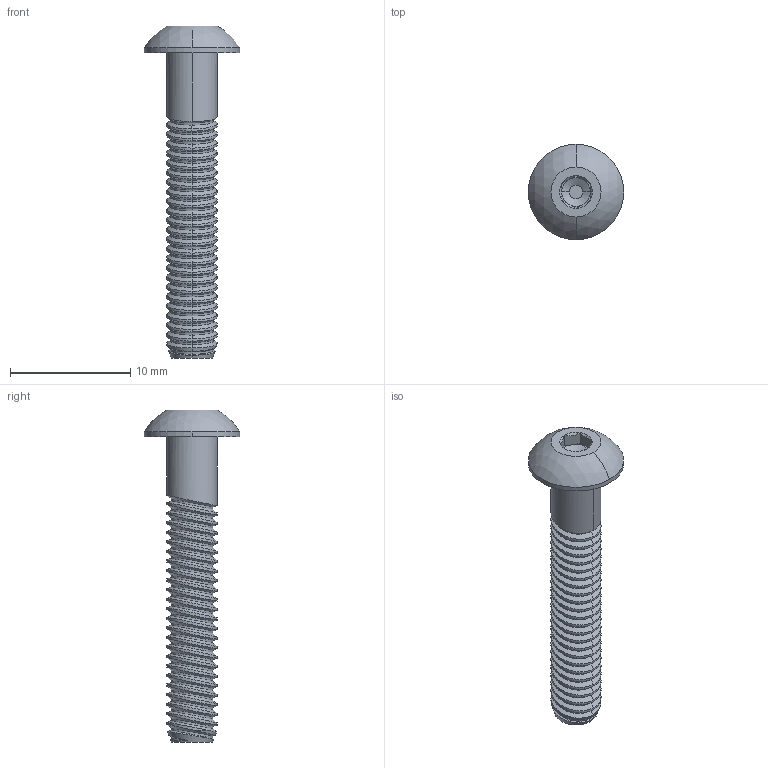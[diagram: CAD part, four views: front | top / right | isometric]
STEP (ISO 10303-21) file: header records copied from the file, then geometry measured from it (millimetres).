
FILE_DESCRIPTION (( 'STEP AP203' ), '1' );
FILE_NAME ('92949A199.step', '2008-10-31T21:07:37', ( '' ), ( '' ), 'SwSTEP 2.0', 'SolidWorks 2006233', '' );
FILE_SCHEMA (( 'CONFIG_CONTROL_DESIGN' ));
Length unit declared in the file: inch
Products named in the file (1): 92949A199
Bounding box: 7.92 x 7.92 x 27.61 mm (x, y, z)
Volume: 378.5 mm3; surface area: 554.1 mm2
Topology: 1 solids, 1 shells, 237 faces, 478 edges, 245 vertices
Faces by surface type: cone 116, cylinder 103, plane 16, sphere 2
Entity records: 8602 total; most frequent: CARTESIAN_POINT 3840, DIRECTION 971, ORIENTED_EDGE 956, EDGE_CURVE 478, AXIS2_PLACEMENT_3D 372, VERTEX_POINT 245, EDGE_LOOP 239, ADVANCED_FACE 237
